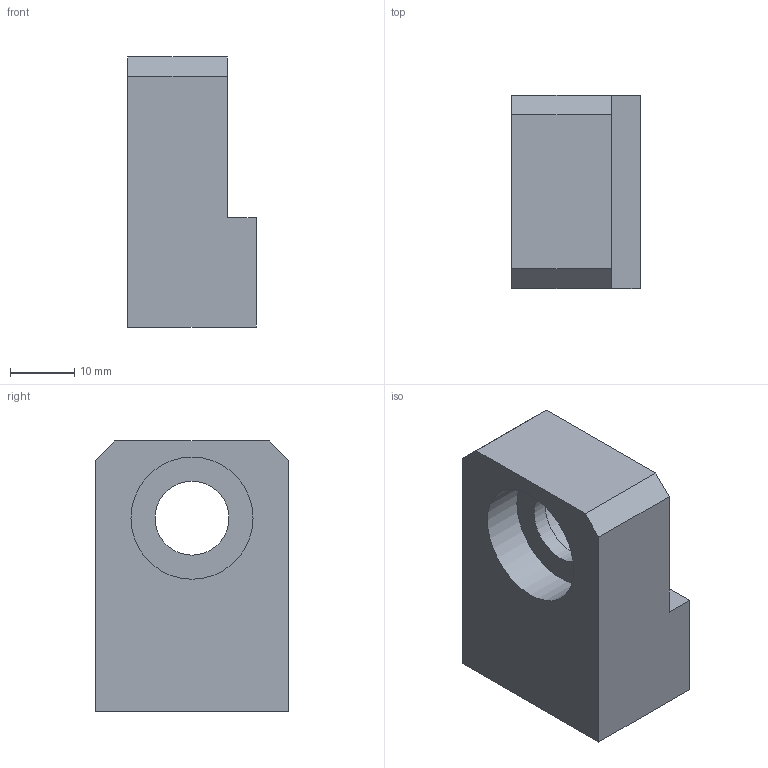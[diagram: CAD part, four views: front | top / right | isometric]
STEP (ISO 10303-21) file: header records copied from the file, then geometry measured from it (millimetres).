
FILE_DESCRIPTION(('FreeCAD Model'),'2;1');
FILE_NAME('Open CASCADE Shape Model','2025-10-05T00:25:45',(''),(''), 'Open CASCADE STEP processor 7.8','FreeCAD','Unknown');
FILE_SCHEMA(('AUTOMOTIVE_DESIGN { 1 0 10303 214 1 1 1 1 }'));
Length unit declared in the file: millimetre
Products named in the file (1): Chamfer001
Bounding box: 20 x 30 x 42 mm (x, y, z)
Volume: 17573.9 mm3; surface area: 6026.9 mm2
Topology: 1 solids, 1 shells, 24 faces, 48 edges, 31 vertices
Faces by surface type: plane 15, cylinder 6, cone 3
Full cylindrical faces by diameter (mm): 2.4 x3, 11.5 x1, 19 x2
Entity records: 649 total; most frequent: DIRECTION 113, CARTESIAN_POINT 104, ORIENTED_EDGE 96, EDGE_CURVE 48, AXIS2_PLACEMENT_3D 40, LINE 33, VECTOR 33, FACE_BOUND 31
